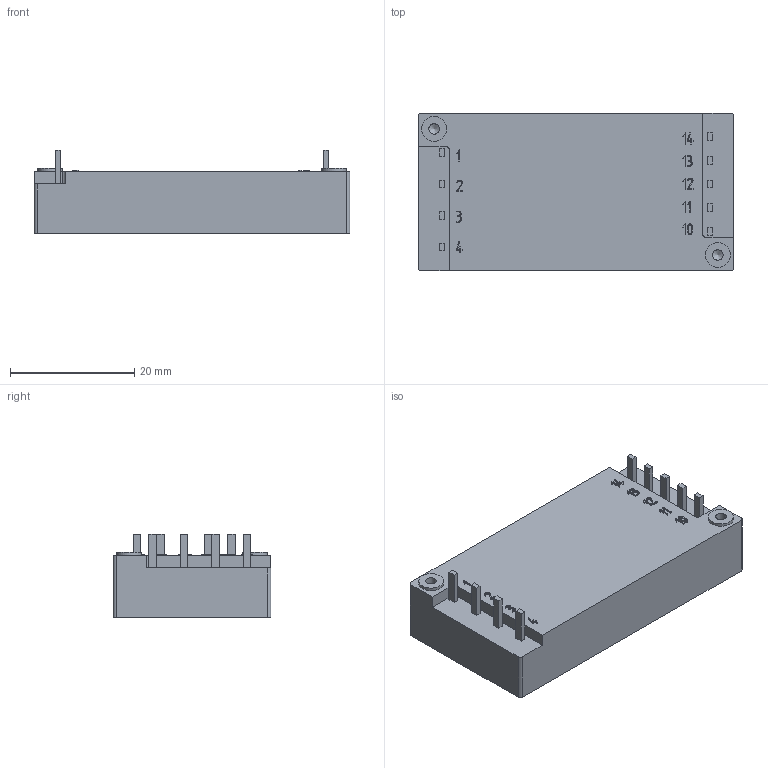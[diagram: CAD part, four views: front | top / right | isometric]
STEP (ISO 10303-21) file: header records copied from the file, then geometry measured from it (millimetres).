
FILE_DESCRIPTION( ( 'STEP AP214' ), '1' );
FILE_NAME( 'psolqas0719439786.stp', '2019-05-30T05:19:44', ( '' ), ( '' ), ' ', 'PARTsolutions', ' ' );
FILE_SCHEMA( ( 'AUTOMOTIVE_DESIGN { 1 0 10303 214 1 1 1 1 }' ) );
Length unit declared in the file: metre
Products named in the file (1): 1
Bounding box: 50.8 x 25.4 x 13.4 mm (x, y, z)
Volume: 12540 mm3; surface area: 4369.7 mm2
Topology: 1 solids, 1 shells, 199 faces, 513 edges, 342 vertices
Faces by surface type: plane 169, bspline 18, cylinder 10, cone 2
Full cylindrical faces by diameter (mm): 1.7 x2, 4 x2
Entity records: 7860 total; most frequent: CARTESIAN_POINT 1920, ORIENTED_EDGE 1002, DIRECTION 659, EDGE_CURVE 501, VERTEX_POINT 340, LINE 255, VECTOR 255, EDGE_LOOP 233
